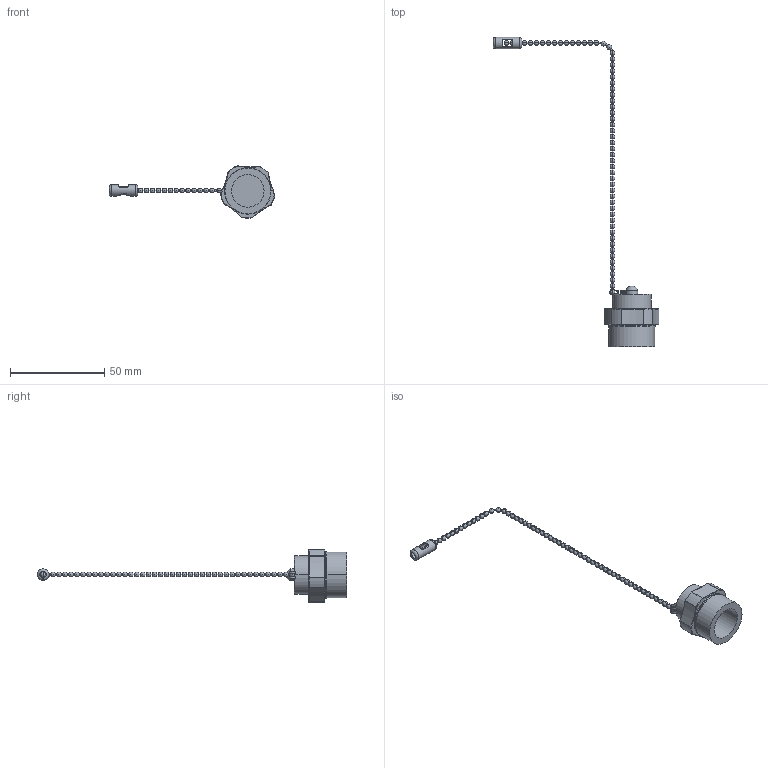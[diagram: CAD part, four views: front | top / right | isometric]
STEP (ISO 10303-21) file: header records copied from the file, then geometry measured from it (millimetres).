
FILE_DESCRIPTION (( 'STEP AP214' ), '1' );
FILE_NAME ('XPM-CAP2.STEP', '2014-04-30T18:39:22', ( 'L-Com' ), ( 'L-Com Global Connectivity' ), 'SwSTEP 2.0', 'SolidWorks 2014', '' );
FILE_SCHEMA (( 'AUTOMOTIVE_DESIGN' ));
Length unit declared in the file: inch
Products named in the file (5): XPM-CAP2-MA5; XPM-CAP2-MA4; XPM-CAP2-MA3; XPM-CAP2-MA2; XPM-CAP2
Assembly tree (4 placements, depth 2):
  XPM-CAP2
    XPM-CAP2-MA2
    XPM-CAP2-MA3
    XPM-CAP2-MA4
    XPM-CAP2-MA5
Bounding box: 88.08 x 164.34 x 27.88 mm (x, y, z)
Volume: 8130.9 mm3; surface area: 6660.5 mm2
Topology: 4 solids, 4 shells, 389 faces, 1344 edges, 846 vertices
Faces by surface type: cylinder 183, sphere 142, plane 32, torus 32
Entity records: 13220 total; most frequent: DIRECTION 2527, CARTESIAN_POINT 2432, ORIENTED_EDGE 2052, AXIS2_PLACEMENT_3D 1143, EDGE_CURVE 1026, CIRCLE 747, VERTEX_POINT 650, EDGE_LOOP 402
